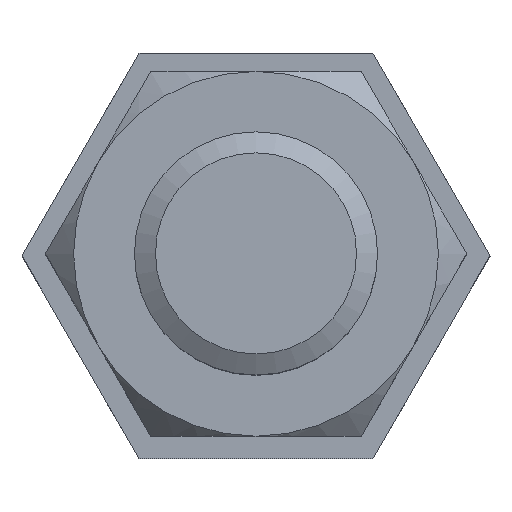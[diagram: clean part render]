
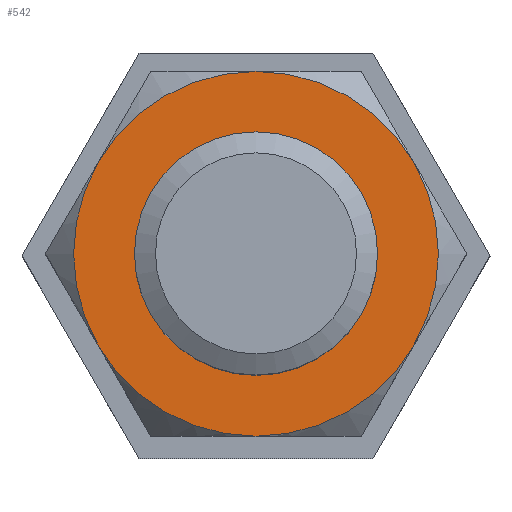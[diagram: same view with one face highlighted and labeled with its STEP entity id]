
A CAD part, top view. The second image highlights one B-rep face of the part: STEP entity #542.
In plain terms, the highlighted planar face has unit normal (0, 0, 1).
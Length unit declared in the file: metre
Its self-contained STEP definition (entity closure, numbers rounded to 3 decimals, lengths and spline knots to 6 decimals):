
#17=CIRCLE('',#594,0.0045);
#18=CIRCLE('',#596,0.0045);
#21=CIRCLE('',#602,0.0045);
#23=CIRCLE('',#606,0.0045);
#25=CIRCLE('',#610,0.0045);
#27=CIRCLE('',#614,0.0045);
#30=CIRCLE('',#620,0.003);
#175=ORIENTED_EDGE('',*,*,#295,.T.);
#176=ORIENTED_EDGE('',*,*,#292,.F.);
#177=ORIENTED_EDGE('',*,*,#290,.F.);
#178=ORIENTED_EDGE('',*,*,#288,.F.);
#179=ORIENTED_EDGE('',*,*,#286,.F.);
#180=ORIENTED_EDGE('',*,*,#282,.F.);
#181=ORIENTED_EDGE('',*,*,#283,.F.);
#282=EDGE_CURVE('',#333,#337,#17,.T.);
#283=EDGE_CURVE('',#353,#333,#18,.T.);
#286=EDGE_CURVE('',#337,#341,#21,.T.);
#288=EDGE_CURVE('',#341,#345,#23,.T.);
#290=EDGE_CURVE('',#345,#349,#25,.T.);
#292=EDGE_CURVE('',#349,#353,#27,.T.);
#295=EDGE_CURVE('',#355,#355,#30,.F.);
#333=VERTEX_POINT('',#813);
#337=VERTEX_POINT('',#835);
#341=VERTEX_POINT('',#857);
#345=VERTEX_POINT('',#879);
#349=VERTEX_POINT('',#901);
#353=VERTEX_POINT('',#923);
#355=VERTEX_POINT('',#961);
#434=EDGE_LOOP('',(#175));
#435=EDGE_LOOP('',(#176,#177,#178,#179,#180,#181));
#480=FACE_BOUND('',#434,.T.);
#481=FACE_BOUND('',#435,.T.);
#513=PLANE('',#619);
#542=ADVANCED_FACE('',(#480,#481),#513,.T.);
#594=AXIS2_PLACEMENT_3D('',#933,#673,#674);
#596=AXIS2_PLACEMENT_3D('',#935,#677,#678);
#602=AXIS2_PLACEMENT_3D('',#941,#689,#690);
#606=AXIS2_PLACEMENT_3D('',#945,#697,#698);
#610=AXIS2_PLACEMENT_3D('',#949,#705,#706);
#614=AXIS2_PLACEMENT_3D('',#953,#713,#714);
#619=AXIS2_PLACEMENT_3D('',#959,#723,#724);
#620=AXIS2_PLACEMENT_3D('',#960,#725,#726);
#673=DIRECTION('',(0.,0.,-1.));
#674=DIRECTION('',(-1.,0.,0.));
#677=DIRECTION('',(0.,0.,-1.));
#678=DIRECTION('',(-1.,0.,0.));
#689=DIRECTION('',(0.,0.,-1.));
#690=DIRECTION('',(-1.,0.,0.));
#697=DIRECTION('',(0.,0.,-1.));
#698=DIRECTION('',(-1.,0.,0.));
#705=DIRECTION('',(0.,0.,-1.));
#706=DIRECTION('',(-1.,0.,0.));
#713=DIRECTION('',(0.,0.,-1.));
#714=DIRECTION('',(-1.,0.,0.));
#723=DIRECTION('',(0.,0.,1.));
#724=DIRECTION('',(1.,0.,0.));
#725=DIRECTION('',(0.,0.,1.));
#726=DIRECTION('',(1.,0.,0.));
#813=CARTESIAN_POINT('',(0.003897,0.00225,0.029));
#835=CARTESIAN_POINT('',(0.003897,-0.00225,0.029));
#857=CARTESIAN_POINT('',(0.,-0.0045,0.029));
#879=CARTESIAN_POINT('',(-0.003897,-0.00225,0.029));
#901=CARTESIAN_POINT('',(-0.003897,0.00225,0.029));
#923=CARTESIAN_POINT('',(0.,0.0045,0.029));
#933=CARTESIAN_POINT('',(0.,0.,0.029));
#935=CARTESIAN_POINT('',(0.,0.,0.029));
#941=CARTESIAN_POINT('',(0.,0.,0.029));
#945=CARTESIAN_POINT('',(0.,0.,0.029));
#949=CARTESIAN_POINT('',(0.,0.,0.029));
#953=CARTESIAN_POINT('',(0.,0.,0.029));
#959=CARTESIAN_POINT('',(0.,0.,0.029));
#960=CARTESIAN_POINT('',(0.,0.,0.029));
#961=CARTESIAN_POINT('',(0.003,0.,0.029));
